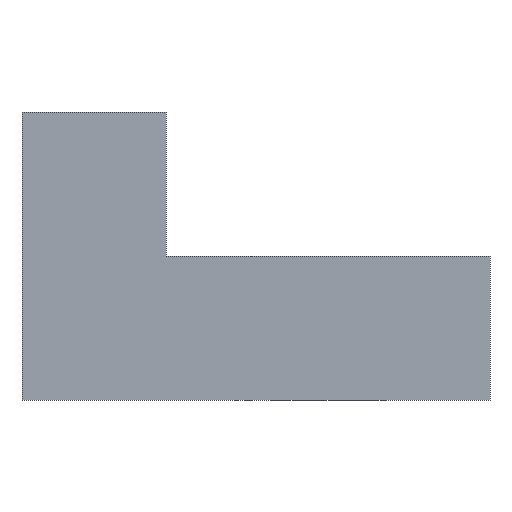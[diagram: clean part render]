
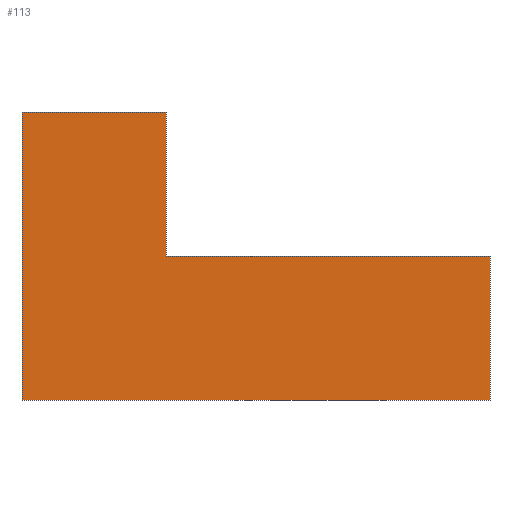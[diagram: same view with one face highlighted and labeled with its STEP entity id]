
A CAD part, front view. The second image highlights one B-rep face of the part: STEP entity #113.
In plain terms, the highlighted planar face has unit normal (0, -1, 0).
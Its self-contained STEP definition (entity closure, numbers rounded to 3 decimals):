
#32=CARTESIAN_POINT('',(-0.5,919.,4.));
#33=VERTEX_POINT('',#32);
#34=CARTESIAN_POINT('',(-0.5,919.,0.));
#35=VERTEX_POINT('',#34);
#36=CARTESIAN_POINT('',(-0.5,919.,4.));
#37=DIRECTION('',(-0.,0.,-1.));
#38=VECTOR('',#37,4.);
#39=LINE('',#36,#38);
#40=EDGE_CURVE('',#33,#35,#39,.T.);
#67=CARTESIAN_POINT('',(-2.5,919.,4.));
#68=DIRECTION('',(0.,-1.,-0.));
#69=DIRECTION('',(-1.,-0.,0.));
#70=AXIS2_PLACEMENT_3D('',#67,#68,#69);
#71=PLANE('',#70);
#72=CARTESIAN_POINT('',(8.5,919.,-4.));
#73=VERTEX_POINT('',#72);
#74=CARTESIAN_POINT('',(-4.5,919.,-4.));
#75=VERTEX_POINT('',#74);
#76=CARTESIAN_POINT('',(8.5,919.,-4.));
#77=DIRECTION('',(-1.,-0.,0.));
#78=VECTOR('',#77,13.);
#79=LINE('',#76,#78);
#80=EDGE_CURVE('',#73,#75,#79,.T.);
#81=ORIENTED_EDGE('',*,*,#80,.F.);
#82=CARTESIAN_POINT('',(8.5,919.,-0.));
#83=VERTEX_POINT('',#82);
#84=CARTESIAN_POINT('',(8.5,919.,-4.));
#85=DIRECTION('',(0.,0.,1.));
#86=VECTOR('',#85,4.);
#87=LINE('',#84,#86);
#88=EDGE_CURVE('',#73,#83,#87,.T.);
#89=ORIENTED_EDGE('',*,*,#88,.T.);
#90=CARTESIAN_POINT('',(-0.5,919.,0.));
#91=DIRECTION('',(1.,0.,-0.));
#92=VECTOR('',#91,9.);
#93=LINE('',#90,#92);
#94=EDGE_CURVE('',#35,#83,#93,.T.);
#95=ORIENTED_EDGE('',*,*,#94,.F.);
#96=ORIENTED_EDGE('',*,*,#40,.F.);
#97=CARTESIAN_POINT('',(-4.5,919.,4.));
#98=VERTEX_POINT('',#97);
#99=CARTESIAN_POINT('',(-0.5,919.,4.));
#100=DIRECTION('',(-1.,-0.,0.));
#101=VECTOR('',#100,4.);
#102=LINE('',#99,#101);
#103=EDGE_CURVE('',#33,#98,#102,.T.);
#104=ORIENTED_EDGE('',*,*,#103,.T.);
#105=CARTESIAN_POINT('',(-4.5,919.,4.));
#106=DIRECTION('',(-0.,0.,-1.));
#107=VECTOR('',#106,8.);
#108=LINE('',#105,#107);
#109=EDGE_CURVE('',#98,#75,#108,.T.);
#110=ORIENTED_EDGE('',*,*,#109,.T.);
#111=EDGE_LOOP('',(#81,#89,#95,#96,#104,#110));
#112=FACE_BOUND('',#111,.T.);
#113=ADVANCED_FACE('',(#112),#71,.T.);
